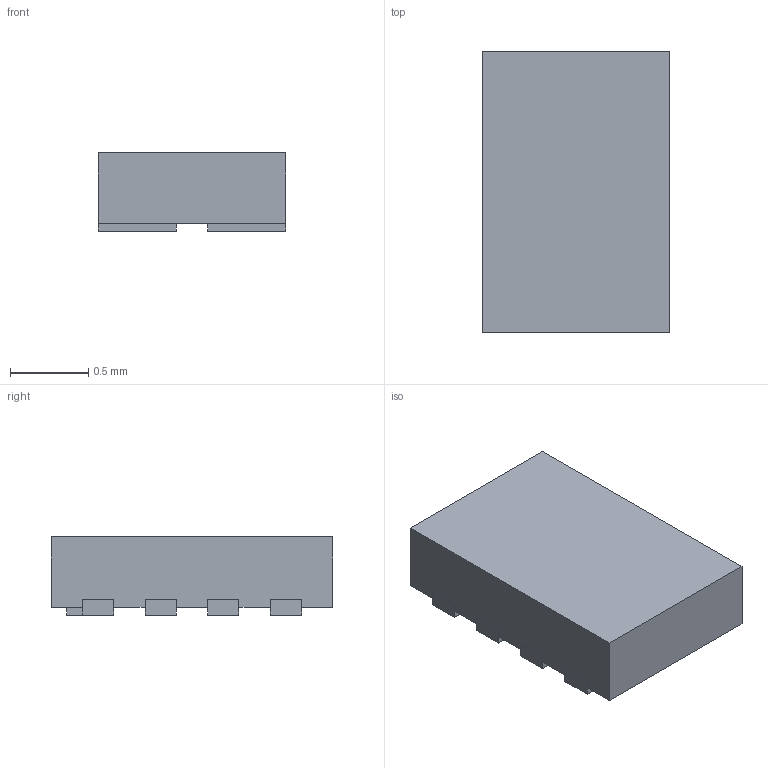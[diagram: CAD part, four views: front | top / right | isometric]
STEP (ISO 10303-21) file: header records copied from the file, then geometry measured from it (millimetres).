
FILE_DESCRIPTION((''),'2;1');
FILE_NAME('DQM0008A_ASM','2016-11-01T',('a0412025'),(''),'CREO PARAMETRIC BY PTC INC, 2016050','CREO PARAMETRIC BY PTC INC, 2016050','');
FILE_SCHEMA(('AUTOMOTIVE_DESIGN { 1 0 10303 214 1 1 1 1 }'));
Length unit declared in the file: millimetre
Products named in the file (4): BODY-SON; FRAME-DQM0008A; PIN1-ID; DQM0008A_ASM
Assembly tree (3 placements, depth 2):
  DQM0008A_ASM
    BODY-SON
    FRAME-DQM0008A
    PIN1-ID
Bounding box: 1.2 x 1.8 x 0.5 mm (x, y, z)
Volume: 1 mm3; surface area: 10.2 mm2
Topology: 9 solids, 9 shells, 90 faces, 216 edges, 144 vertices
Faces by surface type: plane 90
Entity records: 3772 total; most frequent: CARTESIAN_POINT 464, ORIENTED_EDGE 432, DIRECTION 410, PRESENTATION_STYLE_ASSIGNMENT 233, STYLED_ITEM 225, VECTOR 216, LINE 216, CURVE_STYLE 216
